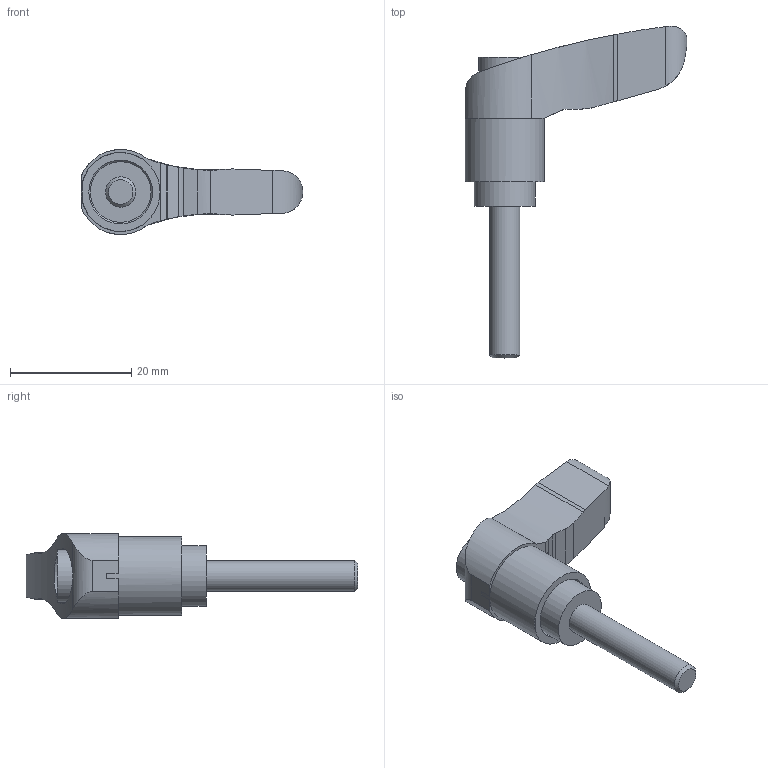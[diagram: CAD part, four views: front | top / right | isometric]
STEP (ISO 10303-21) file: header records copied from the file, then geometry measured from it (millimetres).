
FILE_DESCRIPTION( ( 'STEP AP214' ), '1' );
FILE_NAME( 'K0123.0052X25.stp', '2020-11-25T11:15:41', ( '' ), ( '' ), ' ', 'PARTsolutions', ' ' );
FILE_SCHEMA( ( 'AUTOMOTIVE_DESIGN { 1 0 10303 214 1 1 1 1 }' ) );
Length unit declared in the file: millimetre
Products named in the file (1): _K0123.0052X25
Bounding box: 36.51 x 54.67 x 14 mm (x, y, z)
Volume: 5186.7 mm3; surface area: 2932.3 mm2
Topology: 1 solids, 1 shells, 55 faces, 140 edges, 92 vertices
Faces by surface type: cylinder 36, plane 16, cone 3
Full cylindrical faces by diameter (mm): 5 x2, 8.6 x2, 10 x1, 10.5 x1, 13 x1
Entity records: 2254 total; most frequent: CARTESIAN_POINT 523, DIRECTION 268, ORIENTED_EDGE 254, EDGE_CURVE 127, AXIS2_PLACEMENT_3D 112, VERTEX_POINT 89, EDGE_LOOP 70, FACE_OUTER_BOUND 62
